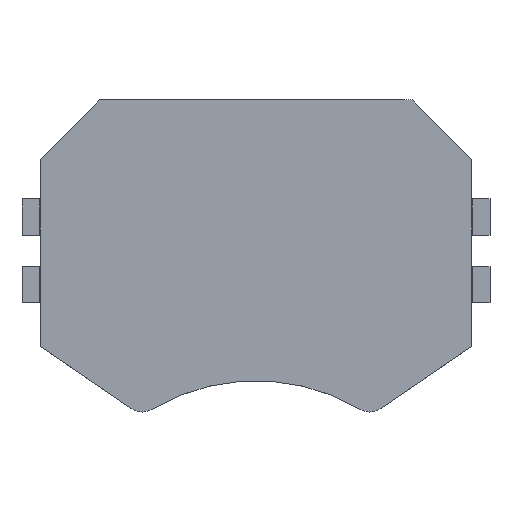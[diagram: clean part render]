
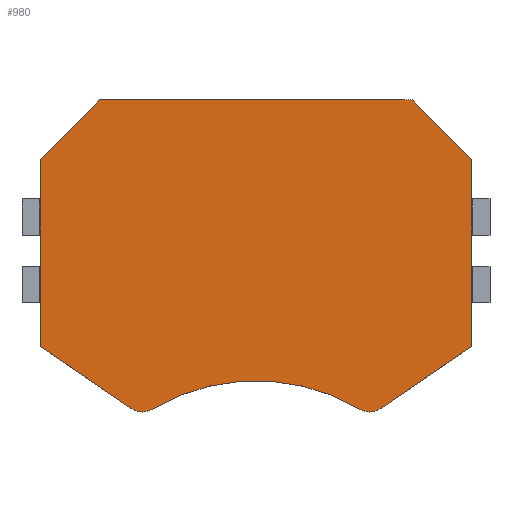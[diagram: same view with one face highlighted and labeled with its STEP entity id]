
A CAD part, top view. The second image highlights one B-rep face of the part: STEP entity #980.
In plain terms, the highlighted planar face has unit normal (0, 0, 1).
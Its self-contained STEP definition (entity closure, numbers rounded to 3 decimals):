
#27=FACE_OUTER_BOUND('',#81,.T.);
#81=EDGE_LOOP('',(#651,#652,#653,#654,#655,#656,#657,#658,#659,#660));
#136=CIRCLE('',#1051,0.889);
#137=CIRCLE('',#1052,10.025);
#138=CIRCLE('',#1053,0.889);
#161=LINE('',#1420,#285);
#162=LINE('',#1428,#286);
#163=LINE('',#1430,#287);
#164=LINE('',#1432,#288);
#165=LINE('',#1434,#289);
#166=LINE('',#1436,#290);
#167=LINE('',#1437,#291);
#285=VECTOR('',#1138,1000.);
#286=VECTOR('',#1145,1000.);
#287=VECTOR('',#1146,1000.);
#288=VECTOR('',#1147,1000.);
#289=VECTOR('',#1148,1000.);
#290=VECTOR('',#1149,1000.);
#291=VECTOR('',#1150,1000.);
#411=VERTEX_POINT('',#1418);
#412=VERTEX_POINT('',#1419);
#413=VERTEX_POINT('',#1421);
#414=VERTEX_POINT('',#1423);
#415=VERTEX_POINT('',#1425);
#416=VERTEX_POINT('',#1427);
#417=VERTEX_POINT('',#1429);
#418=VERTEX_POINT('',#1431);
#419=VERTEX_POINT('',#1433);
#420=VERTEX_POINT('',#1435);
#505=EDGE_CURVE('',#411,#412,#161,.T.);
#506=EDGE_CURVE('',#411,#413,#136,.T.);
#507=EDGE_CURVE('',#414,#413,#137,.T.);
#508=EDGE_CURVE('',#414,#415,#138,.T.);
#509=EDGE_CURVE('',#416,#415,#162,.T.);
#510=EDGE_CURVE('',#416,#417,#163,.T.);
#511=EDGE_CURVE('',#417,#418,#164,.T.);
#512=EDGE_CURVE('',#419,#418,#165,.T.);
#513=EDGE_CURVE('',#420,#419,#166,.T.);
#514=EDGE_CURVE('',#412,#420,#167,.T.);
#651=ORIENTED_EDGE('',*,*,#505,.F.);
#652=ORIENTED_EDGE('',*,*,#506,.T.);
#653=ORIENTED_EDGE('',*,*,#507,.F.);
#654=ORIENTED_EDGE('',*,*,#508,.T.);
#655=ORIENTED_EDGE('',*,*,#509,.F.);
#656=ORIENTED_EDGE('',*,*,#510,.T.);
#657=ORIENTED_EDGE('',*,*,#511,.T.);
#658=ORIENTED_EDGE('',*,*,#512,.F.);
#659=ORIENTED_EDGE('',*,*,#513,.F.);
#660=ORIENTED_EDGE('',*,*,#514,.F.);
#937=PLANE('',#1050);
#980=ADVANCED_FACE('',(#27),#937,.T.);
#1050=AXIS2_PLACEMENT_3D('',#1417,#1136,#1137);
#1051=AXIS2_PLACEMENT_3D('',#1422,#1139,#1140);
#1052=AXIS2_PLACEMENT_3D('',#1424,#1141,#1142);
#1053=AXIS2_PLACEMENT_3D('',#1426,#1143,#1144);
#1136=DIRECTION('center_axis',(0.,0.,1.));
#1137=DIRECTION('ref_axis',(1.,0.,0.));
#1138=DIRECTION('',(-0.826,0.564,0.));
#1139=DIRECTION('center_axis',(0.,0.,1.));
#1140=DIRECTION('ref_axis',(0.,-1.,0.));
#1141=DIRECTION('center_axis',(0.,0.,1.));
#1142=DIRECTION('ref_axis',(0.,1.,0.));
#1143=DIRECTION('center_axis',(0.,0.,1.));
#1144=DIRECTION('ref_axis',(0.,-1.,0.));
#1145=DIRECTION('',(-0.826,-0.564,0.));
#1146=DIRECTION('',(0.,1.,0.));
#1147=DIRECTION('',(-0.707,0.707,0.));
#1148=DIRECTION('',(1.,0.,0.));
#1149=DIRECTION('',(0.707,0.707,0.));
#1150=DIRECTION('',(0.,1.,0.));
#1417=CARTESIAN_POINT('Origin',(-10.541,-17.905,4.193));
#1418=CARTESIAN_POINT('',(-6.07,-7.594,4.193));
#1419=CARTESIAN_POINT('',(-10.541,-4.542,4.193));
#1420=CARTESIAN_POINT('',(-11.43,-3.935,4.193));
#1421=CARTESIAN_POINT('',(-5.115,-7.624,4.193));
#1422=CARTESIAN_POINT('Origin',(-5.569,-6.86,4.193));
#1423=CARTESIAN_POINT('',(5.115,-7.624,4.193));
#1424=CARTESIAN_POINT('Origin',(0.,-16.246,4.193));
#1425=CARTESIAN_POINT('',(6.07,-7.594,4.193));
#1426=CARTESIAN_POINT('Origin',(5.569,-6.86,4.193));
#1427=CARTESIAN_POINT('',(10.541,-4.542,4.193));
#1428=CARTESIAN_POINT('',(11.43,-3.935,4.193));
#1429=CARTESIAN_POINT('',(10.541,4.574,4.193));
#1430=CARTESIAN_POINT('',(10.541,-17.905,4.193));
#1431=CARTESIAN_POINT('',(7.62,7.495,4.193));
#1432=CARTESIAN_POINT('',(7.62,7.495,4.193));
#1433=CARTESIAN_POINT('',(-7.62,7.495,4.193));
#1434=CARTESIAN_POINT('',(-10.541,7.495,4.193));
#1435=CARTESIAN_POINT('',(-10.541,4.574,4.193));
#1436=CARTESIAN_POINT('',(-7.62,7.495,4.193));
#1437=CARTESIAN_POINT('',(-10.541,-17.905,4.193));
